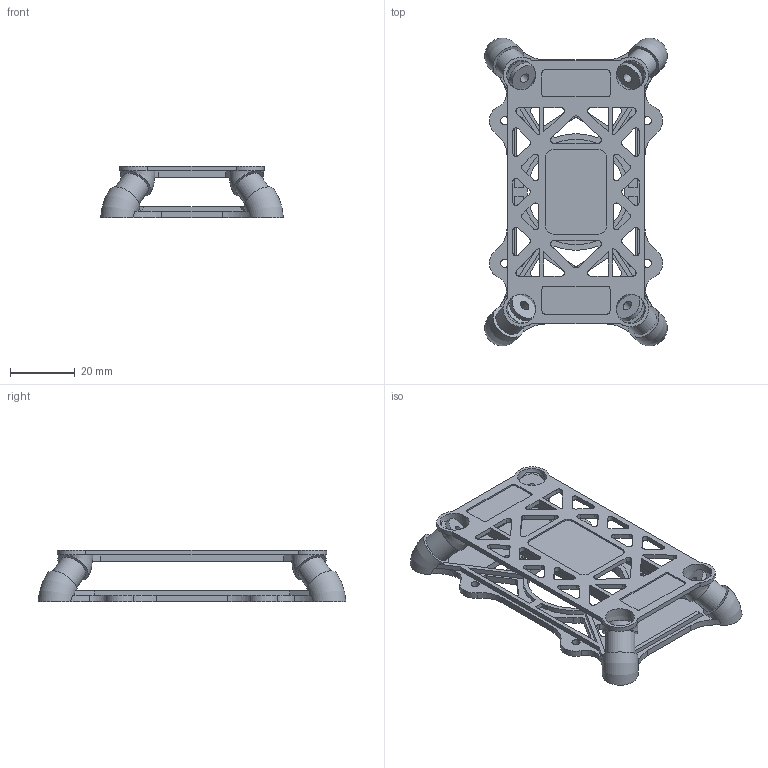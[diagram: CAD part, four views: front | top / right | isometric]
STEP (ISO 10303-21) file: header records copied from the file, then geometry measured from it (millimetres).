
FILE_DESCRIPTION(('STEP AP242'), '1');
FILE_NAME('Ïëîùàäêà àíòèâèáðàöèîííàÿ äëÿ Pixhawk è APM', '2023-08-03T07:44:15', ('User'), (''), 'C3D Converter', 'C3D Toolkit', '');
FILE_SCHEMA(('AP242_MANAGED_MODEL_BASED_3D_ENGINEERING_MIM_LF { 1 0 10303 442 1 1 4 }'));
Length unit declared in the file: millimetre
Assembly tree (2 placements, depth 2):
  (unnamed)
    (unnamed)
    (unnamed)
Bounding box: 56.36 x 94.97 x 16 mm (x, y, z)
Volume: 13468.6 mm3; surface area: 20585.3 mm2
Topology: 6 solids, 6 shells, 403 faces, 1091 edges, 726 vertices
Faces by surface type: plane 212, cylinder 171, bspline 20
Full cylindrical faces by diameter (mm): 2.55 x4, 3 x4, 6 x16, 9 x12, 30 x1
Entity records: 19073 total; most frequent: CARTESIAN_POINT 8194, DIRECTION 2108, ORIENTED_EDGE 2092, EDGE_CURVE 1046, AXIS2_PLACEMENT_3D 756, VERTEX_POINT 726, LINE 596, VECTOR 596
